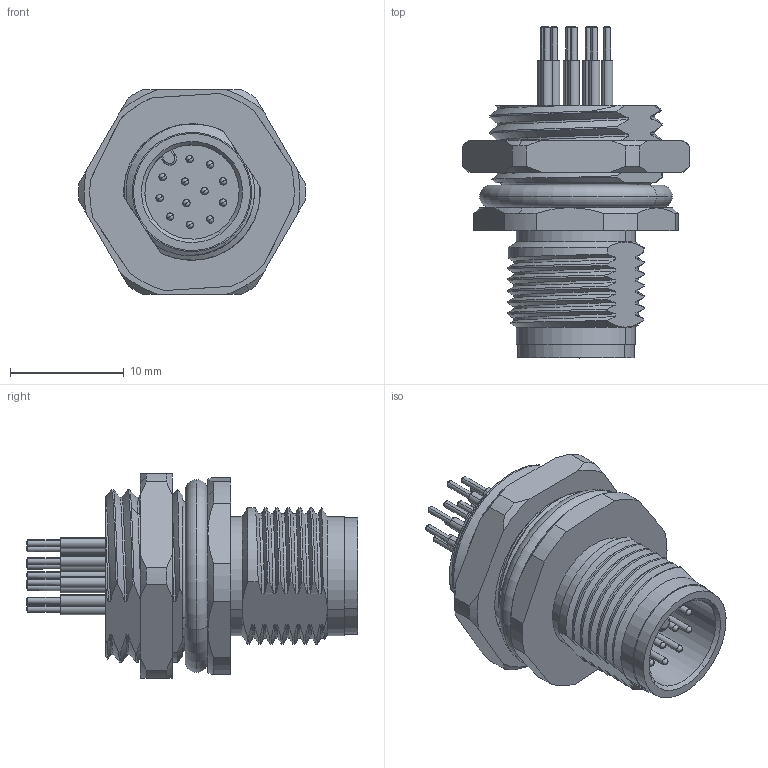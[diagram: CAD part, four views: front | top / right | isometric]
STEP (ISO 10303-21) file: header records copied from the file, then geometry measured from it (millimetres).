
FILE_DESCRIPTION (( 'STEP AP203' ), '1' );
FILE_NAME ('FCR1M12-SA12PSD0-00.STEP', '2024-05-11T11:56:53', ( '' ), ( '' ), 'SwSTEP 2.0', 'SolidWorks 2021', '' );
FILE_SCHEMA (( 'CONFIG_CONTROL_DESIGN' ));
Length unit declared in the file: millimetre
Products named in the file (1): FCR1M12-SA12PSD0-00
Bounding box: 19.99 x 29.2 x 18 mm (x, y, z)
Volume: 2986 mm3; surface area: 3795 mm2
Topology: 3 solids, 4 shells, 394 faces, 984 edges, 624 vertices
Faces by surface type: cylinder 149, bspline 75, plane 70, cone 67, sphere 24, torus 9
Entity records: 30181 total; most frequent: CARTESIAN_POINT 21391, ORIENTED_EDGE 1896, DIRECTION 1718, EDGE_CURVE 948, AXIS2_PLACEMENT_3D 707, VERTEX_POINT 612, EDGE_LOOP 450, ADVANCED_FACE 394
